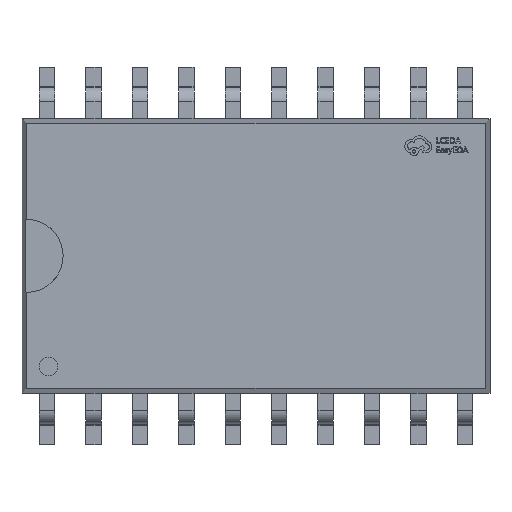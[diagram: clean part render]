
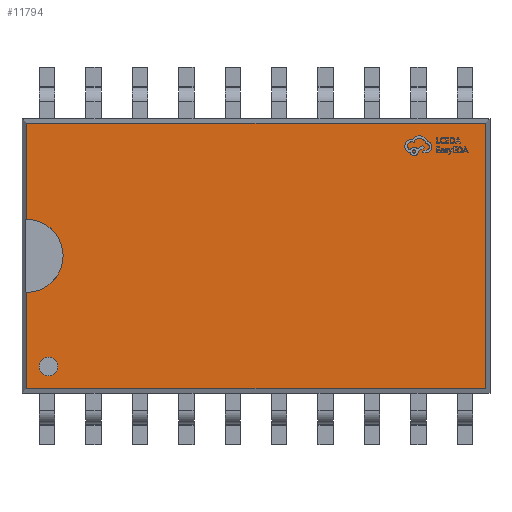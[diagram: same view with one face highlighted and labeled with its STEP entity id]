
A CAD part, top view. The second image highlights one B-rep face of the part: STEP entity #11794.
In plain terms, the highlighted planar face has unit normal (0, 0, 1).
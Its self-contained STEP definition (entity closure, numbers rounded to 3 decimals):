
#432 = CARTESIAN_POINT ( 'NONE',  ( -6.276, 0., 1.15 ) ) ;
#904 = DIRECTION ( 'NONE',  ( 1., 0., 0. ) ) ;
#1019 = VERTEX_POINT ( 'NONE', #22664 ) ;
#1155 = DIRECTION ( 'NONE',  ( 1., 0., 0. ) ) ;
#1238 = VECTOR ( 'NONE', #22906, 1000. ) ;
#1443 = CARTESIAN_POINT ( 'NONE',  ( -6.276, 0., 1.15 ) ) ;
#1850 = AXIS2_PLACEMENT_3D ( 'NONE', #10728, #24077, #13356 ) ;
#3584 = EDGE_CURVE ( 'NONE', #1019, #25001, #20457, .T. ) ;
#3822 = ORIENTED_EDGE ( 'NONE', *, *, #20218, .T. ) ;
#4122 = ORIENTED_EDGE ( 'NONE', *, *, #5313, .F. ) ;
#4924 = CARTESIAN_POINT ( 'NONE',  ( -6.276, 3.75, 1.15 ) ) ;
#5092 = EDGE_LOOP ( 'NONE', ( #4122, #11106, #12916, #3822, #14094, #19079, #9901 ) ) ;
#5313 = EDGE_CURVE ( 'NONE', #10989, #6533, #17637, .T. ) ;
#6070 = AXIS2_PLACEMENT_3D ( 'NONE', #432, #13120, #19242 ) ;
#6322 = EDGE_CURVE ( 'NONE', #11071, #18791, #10784, .T. ) ;
#6520 = AXIS2_PLACEMENT_3D ( 'NONE', #1443, #26928, #1155 ) ;
#6533 = VERTEX_POINT ( 'NONE', #7428 ) ;
#6782 = VECTOR ( 'NONE', #22067, 1000. ) ;
#7428 = CARTESIAN_POINT ( 'NONE',  ( -5.276, 0., 1.15 ) ) ;
#8152 = CARTESIAN_POINT ( 'NONE',  ( 6.276, -3.75, 1.15 ) ) ;
#8250 = CARTESIAN_POINT ( 'NONE',  ( -5.926, -3.026, 1.15 ) ) ;
#8960 = CIRCLE ( 'NONE', #13408, 0.25 ) ;
#9311 = EDGE_CURVE ( 'NONE', #6533, #12836, #15411, .T. ) ;
#9901 = ORIENTED_EDGE ( 'NONE', *, *, #9311, .F. ) ;
#10315 = EDGE_CURVE ( 'NONE', #26875, #25755, #22633, .T. ) ;
#10728 = CARTESIAN_POINT ( 'NONE',  ( 0., 0., 1.15 ) ) ;
#10784 = LINE ( 'NONE', #27364, #26149 ) ;
#10875 = FACE_BOUND ( 'NONE', #26771, .T. ) ;
#10989 = VERTEX_POINT ( 'NONE', #15036 ) ;
#11071 = VERTEX_POINT ( 'NONE', #13631 ) ;
#11105 = AXIS2_PLACEMENT_3D ( 'NONE', #13008, #21508, #25675 ) ;
#11106 = ORIENTED_EDGE ( 'NONE', *, *, #18458, .T. ) ;
#11277 = CARTESIAN_POINT ( 'NONE',  ( -6.276, -3.626, 1.15 ) ) ;
#11359 = CARTESIAN_POINT ( 'NONE',  ( 6.276, -3.626, 1.15 ) ) ;
#11794 = ADVANCED_FACE ( 'NONE', ( #17245, #10875 ), #14904, .T. ) ;
#12836 = VERTEX_POINT ( 'NONE', #13332 ) ;
#12916 = ORIENTED_EDGE ( 'NONE', *, *, #10315, .T. ) ;
#13008 = CARTESIAN_POINT ( 'NONE',  ( -5.676, -3.026, 1.15 ) ) ;
#13120 = DIRECTION ( 'NONE',  ( 0., 0., 1. ) ) ;
#13332 = CARTESIAN_POINT ( 'NONE',  ( -6.276, 1., 1.15 ) ) ;
#13356 = DIRECTION ( 'NONE',  ( 1., 0., 0. ) ) ;
#13408 = AXIS2_PLACEMENT_3D ( 'NONE', #18303, #13873, #904 ) ;
#13631 = CARTESIAN_POINT ( 'NONE',  ( 6.276, 3.626, 1.15 ) ) ;
#13873 = DIRECTION ( 'NONE',  ( 0., 0., 1. ) ) ;
#14094 = ORIENTED_EDGE ( 'NONE', *, *, #6322, .T. ) ;
#14195 = DIRECTION ( 'NONE',  ( 0., -1., 0. ) ) ;
#14417 = DIRECTION ( 'NONE',  ( 0., 1., 0. ) ) ;
#14904 = PLANE ( 'NONE',  #1850 ) ;
#15036 = CARTESIAN_POINT ( 'NONE',  ( -6.276, -1., 1.15 ) ) ;
#15411 = CIRCLE ( 'NONE', #6070, 1. ) ;
#16302 = CARTESIAN_POINT ( 'NONE',  ( -6.276, 3.75, 1.15 ) ) ;
#17171 = DIRECTION ( 'NONE',  ( -1., 0., 0. ) ) ;
#17245 = FACE_OUTER_BOUND ( 'NONE', #5092, .T. ) ;
#17637 = CIRCLE ( 'NONE', #6520, 1. ) ;
#17961 = EDGE_CURVE ( 'NONE', #18791, #12836, #24285, .T. ) ;
#18303 = CARTESIAN_POINT ( 'NONE',  ( -5.676, -3.026, 1.15 ) ) ;
#18458 = EDGE_CURVE ( 'NONE', #10989, #26875, #24806, .T. ) ;
#18791 = VERTEX_POINT ( 'NONE', #21532 ) ;
#18805 = VECTOR ( 'NONE', #14195, 1000. ) ;
#19079 = ORIENTED_EDGE ( 'NONE', *, *, #17961, .T. ) ;
#19242 = DIRECTION ( 'NONE',  ( 1., 0., 0. ) ) ;
#20218 = EDGE_CURVE ( 'NONE', #25755, #11071, #22775, .T. ) ;
#20457 = CIRCLE ( 'NONE', #11105, 0.25 ) ;
#21508 = DIRECTION ( 'NONE',  ( 0., 0., 1. ) ) ;
#21532 = CARTESIAN_POINT ( 'NONE',  ( -6.276, 3.626, 1.15 ) ) ;
#22067 = DIRECTION ( 'NONE',  ( 0., -1., 0. ) ) ;
#22498 = CARTESIAN_POINT ( 'NONE',  ( -6.4, -3.626, 1.15 ) ) ;
#22633 = LINE ( 'NONE', #22498, #1238 ) ;
#22664 = CARTESIAN_POINT ( 'NONE',  ( -5.426, -3.026, 1.15 ) ) ;
#22775 = LINE ( 'NONE', #8152, #25152 ) ;
#22906 = DIRECTION ( 'NONE',  ( 1., 0., 0. ) ) ;
#23868 = ORIENTED_EDGE ( 'NONE', *, *, #3584, .F. ) ;
#24077 = DIRECTION ( 'NONE',  ( 0., 0., 1. ) ) ;
#24285 = LINE ( 'NONE', #4924, #6782 ) ;
#24589 = EDGE_CURVE ( 'NONE', #25001, #1019, #8960, .T. ) ;
#24806 = LINE ( 'NONE', #16302, #18805 ) ;
#25001 = VERTEX_POINT ( 'NONE', #8250 ) ;
#25152 = VECTOR ( 'NONE', #14417, 1000. ) ;
#25675 = DIRECTION ( 'NONE',  ( 1., 0., 0. ) ) ;
#25755 = VERTEX_POINT ( 'NONE', #11359 ) ;
#26149 = VECTOR ( 'NONE', #17171, 1000. ) ;
#26284 = ORIENTED_EDGE ( 'NONE', *, *, #24589, .F. ) ;
#26771 = EDGE_LOOP ( 'NONE', ( #23868, #26284 ) ) ;
#26875 = VERTEX_POINT ( 'NONE', #11277 ) ;
#26928 = DIRECTION ( 'NONE',  ( 0., 0., 1. ) ) ;
#27364 = CARTESIAN_POINT ( 'NONE',  ( 6.4, 3.626, 1.15 ) ) ;
